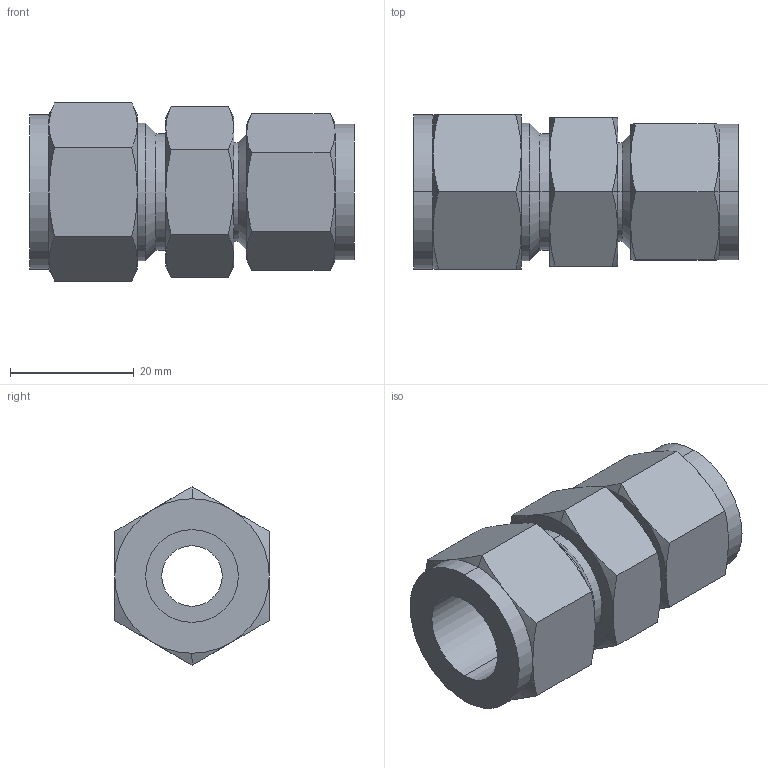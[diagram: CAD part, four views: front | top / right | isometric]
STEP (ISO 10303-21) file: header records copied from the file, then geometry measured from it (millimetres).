
FILE_DESCRIPTION (( 'STEP AP203' ), '1' );
FILE_NAME ('RizurLok-PP-14(O)-12(O).STEP', '2022-03-05T11:37:10', ( '' ), ( '' ), 'SwSTEP 2.0', 'SolidWorks 2020', '' );
FILE_SCHEMA (( 'CONFIG_CONTROL_DESIGN' ));
Length unit declared in the file: millimetre
Products named in the file (2): RizurLok-PP-14(O)-12(O)
Assembly tree (1 placements, depth 2):
  RizurLok-PP-14(O)-12(O)
    RizurLok-PP-14(O)-12(O)
Bounding box: 52.5 x 25 x 28.87 mm (x, y, z)
Volume: 16755.5 mm3; surface area: 7861.5 mm2
Topology: 1 solids, 1 shells, 232 faces, 581 edges, 368 vertices
Faces by surface type: plane 89, bspline 75, cone 52, cylinder 16
Entity records: 10569 total; most frequent: CARTESIAN_POINT 5444, ORIENTED_EDGE 1162, DIRECTION 759, EDGE_CURVE 581, VERTEX_POINT 368, LINE 281, VECTOR 281, EDGE_LOOP 251
